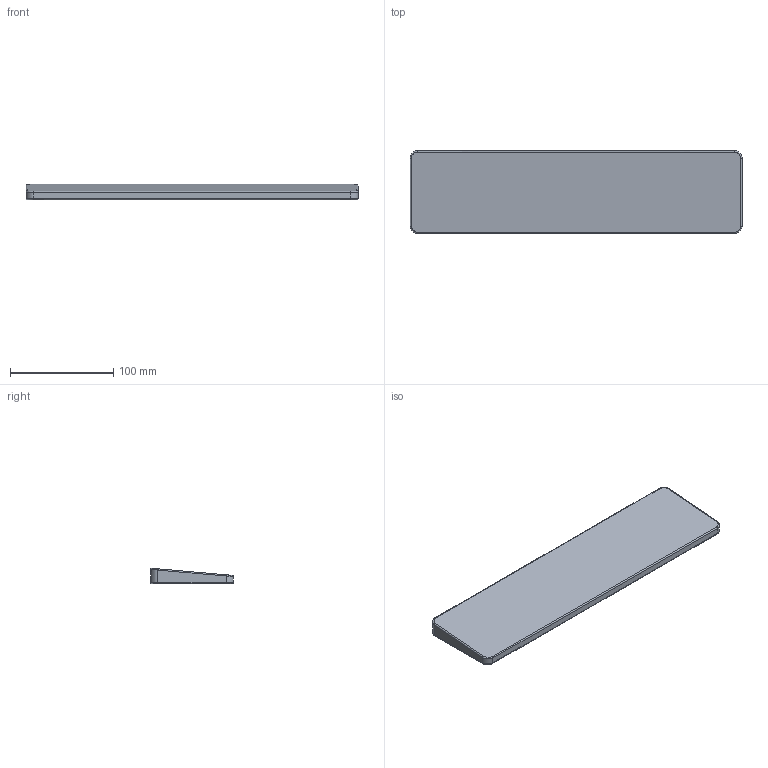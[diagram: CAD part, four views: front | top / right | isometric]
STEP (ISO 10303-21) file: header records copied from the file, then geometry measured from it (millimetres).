
FILE_DESCRIPTION (( 'STEP AP214' ), '1' );
FILE_NAME ('Wrist Rest.STEP', '2023-10-16T15:16:23', ( '' ), ( '' ), 'SwSTEP 2.0', 'SolidWorks 2021', '' );
FILE_SCHEMA (( 'AUTOMOTIVE_DESIGN' ));
Length unit declared in the file: millimetre
Products named in the file (1): Wrist Rest
Bounding box: 321.58 x 80 x 14.9 mm (x, y, z)
Volume: 294835.8 mm3; surface area: 59958.6 mm2
Topology: 1 solids, 1 shells, 50 faces, 116 edges, 72 vertices
Faces by surface type: bspline 20, plane 18, cylinder 12
Entity records: 2688 total; most frequent: CARTESIAN_POINT 1653, ORIENTED_EDGE 232, DIRECTION 154, EDGE_CURVE 116, VERTEX_POINT 72, AXIS2_PLACEMENT_3D 55, EDGE_LOOP 54, ADVANCED_FACE 50
